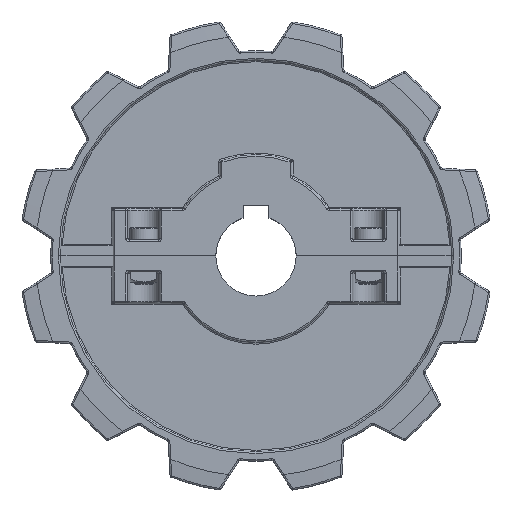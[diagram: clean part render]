
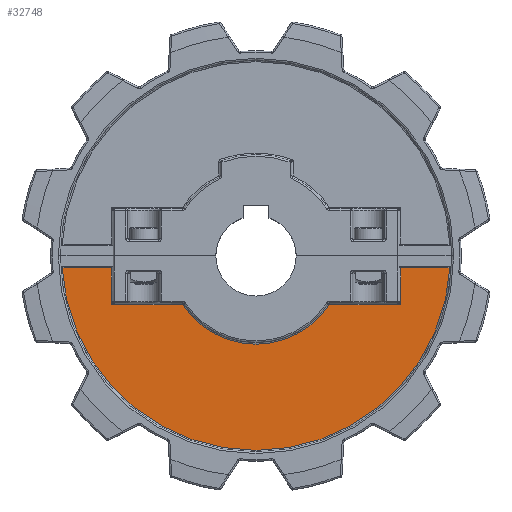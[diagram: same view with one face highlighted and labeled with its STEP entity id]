
A CAD part, top view. The second image highlights one B-rep face of the part: STEP entity #32748.
In plain terms, the highlighted planar face has unit normal (0, 0, 1).
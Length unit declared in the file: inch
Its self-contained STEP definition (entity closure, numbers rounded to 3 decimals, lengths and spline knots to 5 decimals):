
#315 = ORIENTED_EDGE ( 'NONE', *, *, #23951, .T. ) ;
#555 = VECTOR ( 'NONE', #34030, 39.37008 ) ;
#1062 = EDGE_CURVE ( 'NONE', #36637, #9288, #8585, .T. ) ;
#1172 = ORIENTED_EDGE ( 'NONE', *, *, #15229, .T. ) ;
#1655 = DIRECTION ( 'NONE',  ( 0., 0., 1. ) ) ;
#2279 = VECTOR ( 'NONE', #27123, 39.37008 ) ;
#3467 = VERTEX_POINT ( 'NONE', #22422 ) ;
#4077 = CARTESIAN_POINT ( 'NONE',  ( 0., -0.595, 0.175 ) ) ;
#4180 = CARTESIAN_POINT ( 'NONE',  ( -1.77, -0.595, 0.175 ) ) ;
#4568 = AXIS2_PLACEMENT_3D ( 'NONE', #31765, #1655, #16802 ) ;
#4829 = VECTOR ( 'NONE', #33004, 39.37008 ) ;
#6080 = DIRECTION ( 'NONE',  ( 1., 0., 0. ) ) ;
#7139 = EDGE_LOOP ( 'NONE', ( #23874, #1172, #26459, #315, #9791, #11536, #27417, #36535 ) ) ;
#7239 = EDGE_CURVE ( 'NONE', #15467, #3467, #9424, .T. ) ;
#7603 = CARTESIAN_POINT ( 'NONE',  ( 1.77, -0.595, 0.175 ) ) ;
#7742 = CIRCLE ( 'NONE', #4568, 2.38 ) ;
#8544 = AXIS2_PLACEMENT_3D ( 'NONE', #19154, #15720, #36911 ) ;
#8585 = LINE ( 'NONE', #17580, #32517 ) ;
#8610 = VERTEX_POINT ( 'NONE', #7603 ) ;
#8719 = LINE ( 'NONE', #24485, #2279 ) ;
#9158 = FACE_OUTER_BOUND ( 'NONE', #7139, .T. ) ;
#9219 = DIRECTION ( 'NONE',  ( -1., 0., 0. ) ) ;
#9288 = VERTEX_POINT ( 'NONE', #20424 ) ;
#9424 = LINE ( 'NONE', #15594, #31611 ) ;
#9791 = ORIENTED_EDGE ( 'NONE', *, *, #12944, .T. ) ;
#11536 = ORIENTED_EDGE ( 'NONE', *, *, #7239, .T. ) ;
#12944 = EDGE_CURVE ( 'NONE', #22525, #15467, #7742, .T. ) ;
#14094 = VERTEX_POINT ( 'NONE', #14773 ) ;
#14394 = EDGE_CURVE ( 'NONE', #3467, #8610, #20812, .T. ) ;
#14773 = CARTESIAN_POINT ( 'NONE',  ( -0.90132, -0.595, 0.175 ) ) ;
#15229 = EDGE_CURVE ( 'NONE', #14094, #36637, #22453, .T. ) ;
#15467 = VERTEX_POINT ( 'NONE', #39301 ) ;
#15594 = CARTESIAN_POINT ( 'NONE',  ( 0., -0.145, 0.175 ) ) ;
#15720 = DIRECTION ( 'NONE',  ( 0., 0., 1. ) ) ;
#16802 = DIRECTION ( 'NONE',  ( 1., 0., 0. ) ) ;
#17580 = CARTESIAN_POINT ( 'NONE',  ( -1.77, 2.4, 0.175 ) ) ;
#18965 = PLANE ( 'NONE',  #8544 ) ;
#19154 = CARTESIAN_POINT ( 'NONE',  ( 0., 2.4, 0.175 ) ) ;
#20130 = CARTESIAN_POINT ( 'NONE',  ( 0.90132, -0.595, 0.175 ) ) ;
#20424 = CARTESIAN_POINT ( 'NONE',  ( -1.77, -0.145, 0.175 ) ) ;
#20568 = DIRECTION ( 'NONE',  ( 0., 1., 0. ) ) ;
#20812 = LINE ( 'NONE', #35987, #4829 ) ;
#21008 = CIRCLE ( 'NONE', #22938, 1.08 ) ;
#21418 = DIRECTION ( 'NONE',  ( 0., 0., -1. ) ) ;
#21787 = EDGE_CURVE ( 'NONE', #31227, #14094, #21008, .T. ) ;
#22422 = CARTESIAN_POINT ( 'NONE',  ( 1.77, -0.145, 0.175 ) ) ;
#22453 = LINE ( 'NONE', #4077, #555 ) ;
#22525 = VERTEX_POINT ( 'NONE', #38810 ) ;
#22938 = AXIS2_PLACEMENT_3D ( 'NONE', #30232, #21418, #6080 ) ;
#23874 = ORIENTED_EDGE ( 'NONE', *, *, #21787, .T. ) ;
#23951 = EDGE_CURVE ( 'NONE', #9288, #22525, #26828, .T. ) ;
#24485 = CARTESIAN_POINT ( 'NONE',  ( 0., -0.595, 0.175 ) ) ;
#26459 = ORIENTED_EDGE ( 'NONE', *, *, #1062, .T. ) ;
#26828 = LINE ( 'NONE', #38793, #35110 ) ;
#27123 = DIRECTION ( 'NONE',  ( -1., 0., 0. ) ) ;
#27417 = ORIENTED_EDGE ( 'NONE', *, *, #14394, .T. ) ;
#30232 = CARTESIAN_POINT ( 'NONE',  ( 0., 0., 0.175 ) ) ;
#31227 = VERTEX_POINT ( 'NONE', #20130 ) ;
#31611 = VECTOR ( 'NONE', #9219, 39.37008 ) ;
#31765 = CARTESIAN_POINT ( 'NONE',  ( 0., 0., 0.175 ) ) ;
#32517 = VECTOR ( 'NONE', #20568, 39.37008 ) ;
#32610 = DIRECTION ( 'NONE',  ( -1., 0., 0. ) ) ;
#32748 = ADVANCED_FACE ( 'NONE', ( #9158 ), #18965, .T. ) ;
#33004 = DIRECTION ( 'NONE',  ( 0., -1., 0. ) ) ;
#34030 = DIRECTION ( 'NONE',  ( -1., 0., 0. ) ) ;
#34226 = EDGE_CURVE ( 'NONE', #8610, #31227, #8719, .T. ) ;
#35110 = VECTOR ( 'NONE', #32610, 39.37008 ) ;
#35987 = CARTESIAN_POINT ( 'NONE',  ( 1.77, 2.4, 0.175 ) ) ;
#36535 = ORIENTED_EDGE ( 'NONE', *, *, #34226, .T. ) ;
#36637 = VERTEX_POINT ( 'NONE', #4180 ) ;
#36911 = DIRECTION ( 'NONE',  ( 1., 0., 0. ) ) ;
#38793 = CARTESIAN_POINT ( 'NONE',  ( 0., -0.145, 0.175 ) ) ;
#38810 = CARTESIAN_POINT ( 'NONE',  ( -2.37558, -0.145, 0.175 ) ) ;
#39301 = CARTESIAN_POINT ( 'NONE',  ( 2.37558, -0.145, 0.175 ) ) ;
